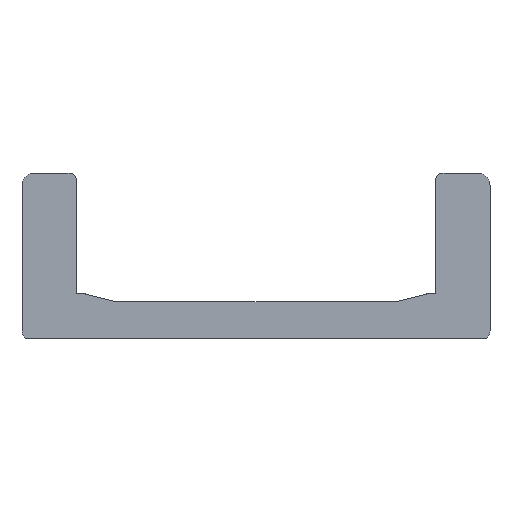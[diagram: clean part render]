
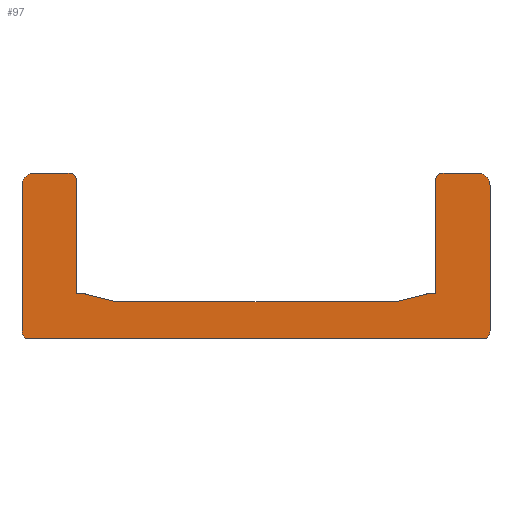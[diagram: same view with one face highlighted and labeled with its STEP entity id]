
A CAD part, top view. The second image highlights one B-rep face of the part: STEP entity #97.
In plain terms, the highlighted planar face has unit normal (0, 0, 1).
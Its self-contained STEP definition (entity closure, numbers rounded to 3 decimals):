
#97=ADVANCED_FACE('',(#144),#145,.T.);
#144=FACE_OUTER_BOUND('',#192,.T.);
#145=PLANE('',#193);
#192=EDGE_LOOP('',(#350,#351,#352,#353,#354,#355,#356,#357,#358,#359,#360,#361,#362,#363,#364,#365,#366,#367,#368,#369,#370,#371));
#193=AXIS2_PLACEMENT_3D('',#372,#373,#374);
#350=ORIENTED_EDGE('',*,*,#400,.F.);
#351=ORIENTED_EDGE('',*,*,#464,.F.);
#352=ORIENTED_EDGE('',*,*,#461,.F.);
#353=ORIENTED_EDGE('',*,*,#458,.F.);
#354=ORIENTED_EDGE('',*,*,#455,.F.);
#355=ORIENTED_EDGE('',*,*,#452,.F.);
#356=ORIENTED_EDGE('',*,*,#449,.F.);
#357=ORIENTED_EDGE('',*,*,#446,.F.);
#358=ORIENTED_EDGE('',*,*,#443,.F.);
#359=ORIENTED_EDGE('',*,*,#440,.F.);
#360=ORIENTED_EDGE('',*,*,#437,.F.);
#361=ORIENTED_EDGE('',*,*,#434,.F.);
#362=ORIENTED_EDGE('',*,*,#431,.F.);
#363=ORIENTED_EDGE('',*,*,#428,.F.);
#364=ORIENTED_EDGE('',*,*,#425,.F.);
#365=ORIENTED_EDGE('',*,*,#422,.F.);
#366=ORIENTED_EDGE('',*,*,#419,.F.);
#367=ORIENTED_EDGE('',*,*,#416,.F.);
#368=ORIENTED_EDGE('',*,*,#413,.F.);
#369=ORIENTED_EDGE('',*,*,#410,.F.);
#370=ORIENTED_EDGE('',*,*,#407,.F.);
#371=ORIENTED_EDGE('',*,*,#404,.F.);
#372=CARTESIAN_POINT('',(0.,26.862,10.0));
#373=DIRECTION('',(0.0,0.0,1.0));
#374=DIRECTION('',(1.0,0.0,0.0));
#400=EDGE_CURVE('',#466,#467,#468,.T.);
#404=EDGE_CURVE('',#467,#474,#475,.T.);
#407=EDGE_CURVE('',#474,#479,#480,.T.);
#410=EDGE_CURVE('',#479,#484,#485,.T.);
#413=EDGE_CURVE('',#484,#489,#490,.T.);
#416=EDGE_CURVE('',#489,#494,#495,.T.);
#419=EDGE_CURVE('',#494,#499,#500,.T.);
#422=EDGE_CURVE('',#499,#504,#505,.T.);
#425=EDGE_CURVE('',#504,#509,#510,.T.);
#428=EDGE_CURVE('',#509,#514,#515,.T.);
#431=EDGE_CURVE('',#514,#519,#520,.T.);
#434=EDGE_CURVE('',#519,#524,#525,.T.);
#437=EDGE_CURVE('',#524,#529,#530,.T.);
#440=EDGE_CURVE('',#529,#534,#535,.T.);
#443=EDGE_CURVE('',#534,#539,#540,.T.);
#446=EDGE_CURVE('',#539,#544,#545,.T.);
#449=EDGE_CURVE('',#544,#549,#550,.T.);
#452=EDGE_CURVE('',#549,#554,#555,.T.);
#455=EDGE_CURVE('',#554,#559,#560,.T.);
#458=EDGE_CURVE('',#559,#564,#565,.T.);
#461=EDGE_CURVE('',#564,#569,#570,.T.);
#464=EDGE_CURVE('',#569,#466,#574,.T.);
#466=VERTEX_POINT('',#576);
#467=VERTEX_POINT('',#577);
#468=CIRCLE('',#578,6.);
#474=VERTEX_POINT('',#586);
#475=LINE('',#587,#588);
#479=VERTEX_POINT('',#594);
#480=CIRCLE('',#595,6.);
#484=VERTEX_POINT('',#600);
#485=LINE('',#601,#602);
#489=VERTEX_POINT('',#608);
#490=CIRCLE('',#609,3.0);
#494=VERTEX_POINT('',#614);
#495=LINE('',#615,#616);
#499=VERTEX_POINT('',#622);
#500=LINE('',#623,#624);
#504=VERTEX_POINT('',#630);
#505=CIRCLE('',#631,6.);
#509=VERTEX_POINT('',#636);
#510=LINE('',#637,#638);
#514=VERTEX_POINT('',#644);
#515=CIRCLE('',#645,6.);
#519=VERTEX_POINT('',#650);
#520=LINE('',#651,#652);
#524=VERTEX_POINT('',#658);
#525=CIRCLE('',#659,6.);
#529=VERTEX_POINT('',#664);
#530=LINE('',#665,#666);
#534=VERTEX_POINT('',#672);
#535=CIRCLE('',#673,6.);
#539=VERTEX_POINT('',#678);
#540=LINE('',#679,#680);
#544=VERTEX_POINT('',#686);
#545=LINE('',#687,#688);
#549=VERTEX_POINT('',#694);
#550=CIRCLE('',#695,3.);
#554=VERTEX_POINT('',#700);
#555=LINE('',#701,#702);
#559=VERTEX_POINT('',#708);
#560=CIRCLE('',#709,6.);
#564=VERTEX_POINT('',#714);
#565=LINE('',#715,#716);
#569=VERTEX_POINT('',#722);
#570=CIRCLE('',#723,6.);
#574=LINE('',#728,#729);
#576=CARTESIAN_POINT('',(-112.972,0.0,10.0));
#577=CARTESIAN_POINT('',(-114.5,4.,10.0));
#578=AXIS2_PLACEMENT_3D('',#732,#733,#734);
#586=CARTESIAN_POINT('',(-114.5,75.0,10.0));
#587=CARTESIAN_POINT('',(-114.5,75.0,10.0));
#588=VECTOR('',#740,1.0);
#594=CARTESIAN_POINT('',(-108.5,81.0,10.0));
#595=AXIS2_PLACEMENT_3D('',#743,#744,#745);
#600=CARTESIAN_POINT('',(-91.0,81.0,10.0));
#601=CARTESIAN_POINT('',(-91.0,81.0,10.0));
#602=VECTOR('',#750,1.0);
#608=CARTESIAN_POINT('',(-88.0,78.0,10.0));
#609=AXIS2_PLACEMENT_3D('',#753,#754,#755);
#614=CARTESIAN_POINT('',(-88.0,22.0,10.0));
#615=CARTESIAN_POINT('',(-88.0,22.0,10.0));
#616=VECTOR('',#760,1.0);
#622=CARTESIAN_POINT('',(-83.92,22.,10.0));
#623=CARTESIAN_POINT('',(-83.92,22.,10.0));
#624=VECTOR('',#763,1.0);
#630=CARTESIAN_POINT('',(-83.455,21.864,10.0));
#631=AXIS2_PLACEMENT_3D('',#766,#767,#768);
#636=CARTESIAN_POINT('',(-68.717,18.179,10.0));
#637=CARTESIAN_POINT('',(-68.717,18.179,10.0));
#638=VECTOR('',#773,1.0);
#644=CARTESIAN_POINT('',(-67.261,18.0,10.0));
#645=AXIS2_PLACEMENT_3D('',#776,#777,#778);
#650=CARTESIAN_POINT('',(67.261,18.0,10.0));
#651=CARTESIAN_POINT('',(67.261,18.0,10.0));
#652=VECTOR('',#783,1.0);
#658=CARTESIAN_POINT('',(68.717,18.179,10.0));
#659=AXIS2_PLACEMENT_3D('',#786,#787,#788);
#664=CARTESIAN_POINT('',(83.455,21.864,10.0));
#665=CARTESIAN_POINT('',(83.455,21.864,10.0));
#666=VECTOR('',#793,1.0);
#672=CARTESIAN_POINT('',(83.92,22.0,10.0));
#673=AXIS2_PLACEMENT_3D('',#796,#797,#798);
#678=CARTESIAN_POINT('',(88.0,22.0,10.0));
#679=CARTESIAN_POINT('',(88.0,22.0,10.0));
#680=VECTOR('',#803,1.0);
#686=CARTESIAN_POINT('',(88.0,78.0,10.0));
#687=CARTESIAN_POINT('',(88.0,78.0,10.0));
#688=VECTOR('',#806,1.0);
#694=CARTESIAN_POINT('',(91.0,81.0,10.0));
#695=AXIS2_PLACEMENT_3D('',#809,#810,#811);
#700=CARTESIAN_POINT('',(108.5,81.0,10.0));
#701=CARTESIAN_POINT('',(108.5,81.0,10.0));
#702=VECTOR('',#816,1.0);
#708=CARTESIAN_POINT('',(114.5,75.0,10.0));
#709=AXIS2_PLACEMENT_3D('',#819,#820,#821);
#714=CARTESIAN_POINT('',(114.5,4.0,10.0));
#715=CARTESIAN_POINT('',(114.5,4.0,10.0));
#716=VECTOR('',#826,1.0);
#722=CARTESIAN_POINT('',(112.972,0.0,10.0));
#723=AXIS2_PLACEMENT_3D('',#829,#830,#831);
#728=CARTESIAN_POINT('',(-112.972,0.0,10.0));
#729=VECTOR('',#836,1.0);
#732=CARTESIAN_POINT('',(-108.5,4.,10.0));
#733=DIRECTION('',(0.0,0.0,-1.0));
#734=DIRECTION('',(1.0,0.0,0.0));
#740=DIRECTION('',(0.,1.0,0.0));
#743=CARTESIAN_POINT('',(-108.5,75.0,10.0));
#744=DIRECTION('',(0.0,0.0,-1.0));
#745=DIRECTION('',(1.0,0.0,0.0));
#750=DIRECTION('',(1.0,0.,0.0));
#753=CARTESIAN_POINT('',(-91.0,78.0,10.0));
#754=DIRECTION('',(0.0,0.0,-1.0));
#755=DIRECTION('',(1.0,0.0,0.0));
#760=DIRECTION('',(-0.0,-1.0,-0.0));
#763=DIRECTION('',(1.0,0.,0.0));
#766=CARTESIAN_POINT('',(-82.,27.685,10.0));
#767=DIRECTION('',(0.0,0.0,1.0));
#768=DIRECTION('',(1.0,0.0,0.0));
#773=DIRECTION('',(0.97,-0.243,0.0));
#776=CARTESIAN_POINT('',(-67.261,24.,10.0));
#777=DIRECTION('',(0.0,0.0,1.0));
#778=DIRECTION('',(1.0,0.0,0.0));
#783=DIRECTION('',(1.0,0.0,0.0));
#786=CARTESIAN_POINT('',(67.261,24.,10.0));
#787=DIRECTION('',(0.0,0.0,1.0));
#788=DIRECTION('',(1.0,0.0,0.0));
#793=DIRECTION('',(0.97,0.243,0.0));
#796=CARTESIAN_POINT('',(82.,27.685,10.0));
#797=DIRECTION('',(0.0,0.0,1.0));
#798=DIRECTION('',(1.0,0.0,0.0));
#803=DIRECTION('',(1.0,0.0,0.0));
#806=DIRECTION('',(0.,1.0,0.0));
#809=CARTESIAN_POINT('',(91.0,78.0,10.0));
#810=DIRECTION('',(0.0,0.0,-1.0));
#811=DIRECTION('',(1.0,0.0,0.0));
#816=DIRECTION('',(1.0,0.,0.0));
#819=CARTESIAN_POINT('',(108.5,75.0,10.0));
#820=DIRECTION('',(0.0,0.0,-1.0));
#821=DIRECTION('',(1.0,0.0,0.0));
#826=DIRECTION('',(0.,-1.0,0.0));
#829=CARTESIAN_POINT('',(108.5,4.,10.0));
#830=DIRECTION('',(0.0,0.0,-1.0));
#831=DIRECTION('',(1.0,0.0,0.0));
#836=DIRECTION('',(-1.0,-0.0,-0.0));
